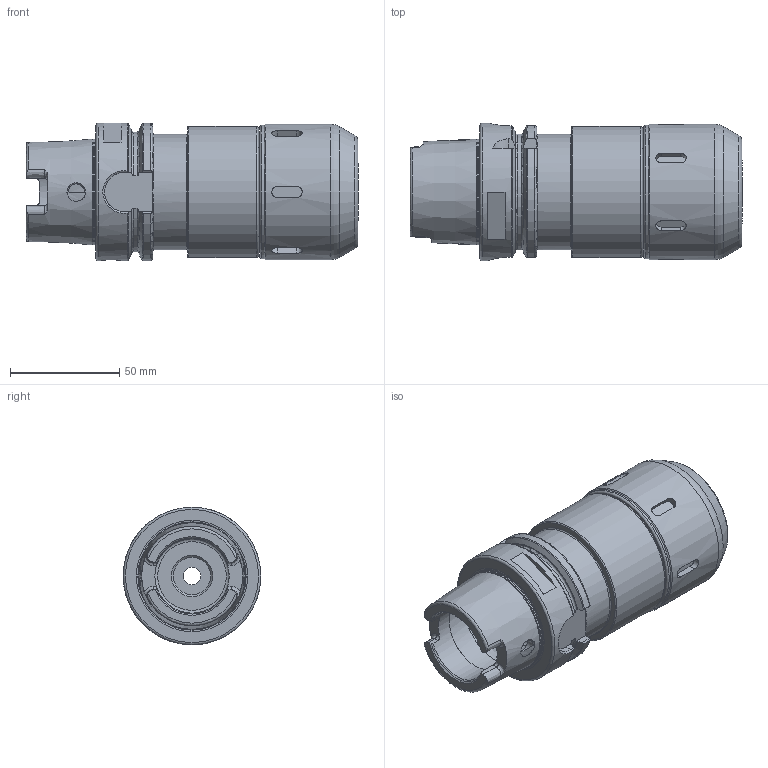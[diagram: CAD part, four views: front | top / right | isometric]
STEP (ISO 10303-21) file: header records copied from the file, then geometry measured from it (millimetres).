
FILE_DESCRIPTION(/* description */ (''),/* implementation_level */ '2;1');
FILE_NAME(/* name */ 'HSK063A-MC100-0472.stp',/* time_stamp */ '2019-07-10T11:56:44-05:00',/* author */ ('ldfli'),/* organization */ (''),/* preprocessor_version */ 'ST-DEVELOPER v18',/* originating_system */ 'Autodesk Inventor LT',/* authorisation */ '');
FILE_SCHEMA (('AUTOMOTIVE_DESIGN { 1 0 10303 214 3 1 1 }'));
Length unit declared in the file: millimetre
Products named in the file (1): HSK063A-MC100-0472
Bounding box: 152 x 63 x 63 mm (x, y, z)
Volume: 281741.7 mm3; surface area: 64718.2 mm2
Topology: 3 solids, 3 shells, 267 faces, 779 edges, 531 vertices
Faces by surface type: plane 93, cylinder 71, torus 58, cone 24, bspline 21
Full cylindrical faces by diameter (mm): 7.5 x2, 8 x1, 10 x1, 13.835 x1, 14 x1, 17 x1, 19 x1, 26.107 x1, 31 x1, 34 x2, 40 x1, 48 x2, 48.241 x1, 53 x1, 54 x2, 60 x1, 61 x1, 62 x1, 63 x1
Entity records: 11443 total; most frequent: CARTESIAN_POINT 4535, ORIENTED_EDGE 1554, DIRECTION 1349, EDGE_CURVE 777, AXIS2_PLACEMENT_3D 550, VERTEX_POINT 533, CIRCLE 300, EDGE_LOOP 292
